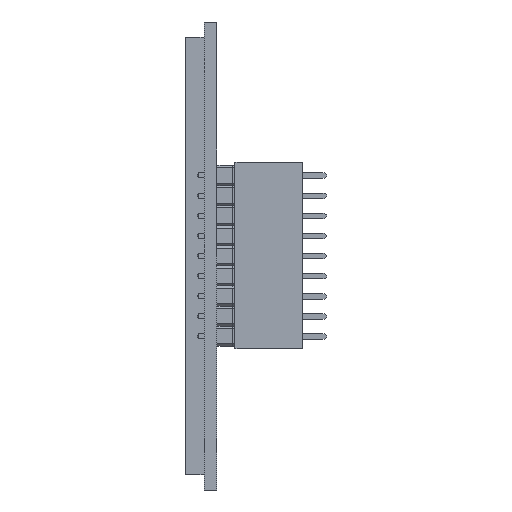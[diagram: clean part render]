
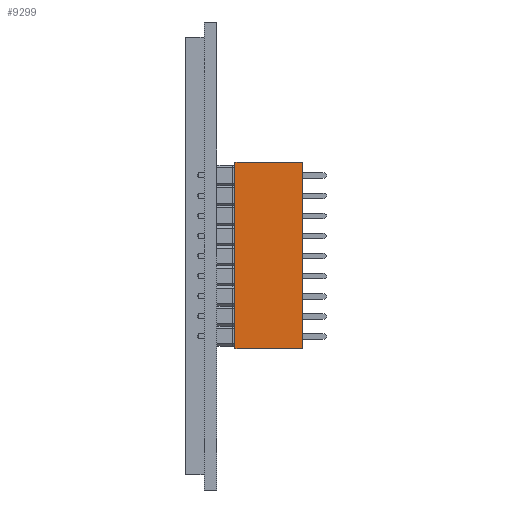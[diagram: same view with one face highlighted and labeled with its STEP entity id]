
A CAD part, left-side view. The second image highlights one B-rep face of the part: STEP entity #9299.
In plain terms, the highlighted planar face has unit normal (-1, 0, 0).
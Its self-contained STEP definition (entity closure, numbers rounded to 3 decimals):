
#2077 = ORIENTED_EDGE ( 'NONE', *, *, #12076, .T. ) ;
#2575 = CARTESIAN_POINT ( 'NONE',  ( -75.547, 13.164, -11.691 ) ) ;
#2665 = LINE ( 'NONE', #31515, #33777 ) ;
#6026 = EDGE_LOOP ( 'NONE', ( #8672, #20814, #8699, #2077 ) ) ;
#6201 = CARTESIAN_POINT ( 'NONE',  ( -75.547, 4.664, -11.691 ) ) ;
#6463 = VERTEX_POINT ( 'NONE', #6201 ) ;
#7331 = VECTOR ( 'NONE', #16463, 1000. ) ;
#7734 = VERTEX_POINT ( 'NONE', #25066 ) ;
#7879 = CARTESIAN_POINT ( 'NONE',  ( -75.547, 4.664, 11.834 ) ) ;
#8672 = ORIENTED_EDGE ( 'NONE', *, *, #28243, .T. ) ;
#8699 = ORIENTED_EDGE ( 'NONE', *, *, #16936, .T. ) ;
#8713 = DIRECTION ( 'NONE',  ( 0., 1., 0. ) ) ;
#9299 = ADVANCED_FACE ( 'NONE', ( #32521 ), #17364, .T. ) ;
#11780 = CARTESIAN_POINT ( 'NONE',  ( -75.547, 8.914, 29.199 ) ) ;
#12076 = EDGE_CURVE ( 'NONE', #6463, #22760, #2665, .T. ) ;
#16281 = LINE ( 'NONE', #23334, #28895 ) ;
#16463 = DIRECTION ( 'NONE',  ( 0., 0., -1. ) ) ;
#16936 = EDGE_CURVE ( 'NONE', #17643, #6463, #16281, .T. ) ;
#17364 = PLANE ( 'NONE',  #30321 ) ;
#17643 = VERTEX_POINT ( 'NONE', #2575 ) ;
#20814 = ORIENTED_EDGE ( 'NONE', *, *, #32855, .T. ) ;
#22760 = VERTEX_POINT ( 'NONE', #7879 ) ;
#23334 = CARTESIAN_POINT ( 'NONE',  ( -75.547, 13.164, -11.691 ) ) ;
#25066 = CARTESIAN_POINT ( 'NONE',  ( -75.547, 13.164, 11.834 ) ) ;
#26667 = VECTOR ( 'NONE', #8713, 1000. ) ;
#27259 = CARTESIAN_POINT ( 'NONE',  ( -75.547, -1.319, 11.834 ) ) ;
#27696 = DIRECTION ( 'NONE',  ( -1., 0., 0. ) ) ;
#28243 = EDGE_CURVE ( 'NONE', #22760, #7734, #32768, .T. ) ;
#28895 = VECTOR ( 'NONE', #33878, 1000. ) ;
#29244 = LINE ( 'NONE', #31790, #7331 ) ;
#30321 = AXIS2_PLACEMENT_3D ( 'NONE', #11780, #27696, #32866 ) ;
#31515 = CARTESIAN_POINT ( 'NONE',  ( -75.547, 4.664, -11.691 ) ) ;
#31790 = CARTESIAN_POINT ( 'NONE',  ( -75.547, 13.164, 70.089 ) ) ;
#32203 = DIRECTION ( 'NONE',  ( 0., 0., 1. ) ) ;
#32521 = FACE_OUTER_BOUND ( 'NONE', #6026, .T. ) ;
#32768 = LINE ( 'NONE', #27259, #26667 ) ;
#32855 = EDGE_CURVE ( 'NONE', #7734, #17643, #29244, .T. ) ;
#32866 = DIRECTION ( 'NONE',  ( 0., -1., 0. ) ) ;
#33777 = VECTOR ( 'NONE', #32203, 1000. ) ;
#33878 = DIRECTION ( 'NONE',  ( 0., -1., 0. ) ) ;
